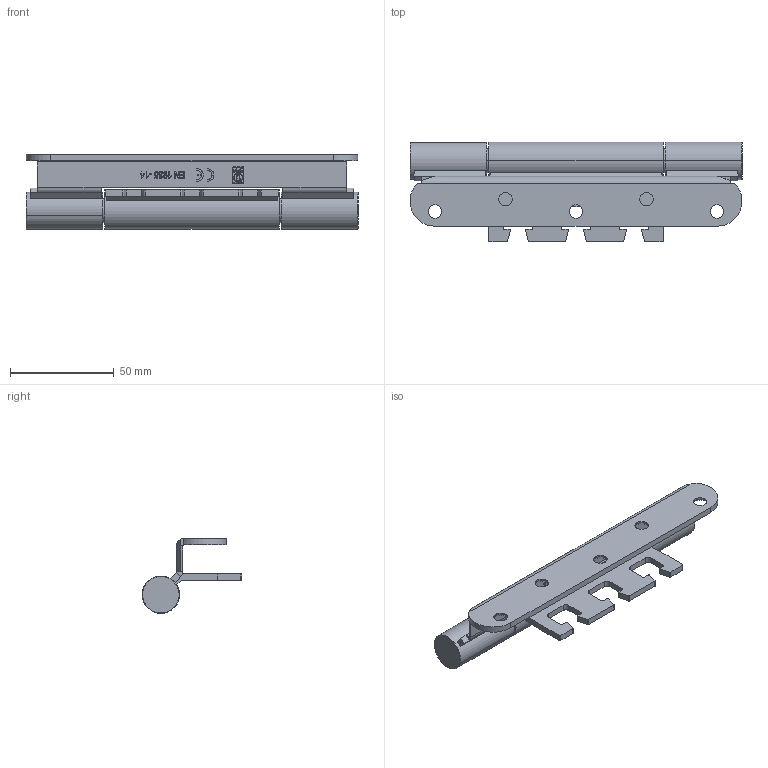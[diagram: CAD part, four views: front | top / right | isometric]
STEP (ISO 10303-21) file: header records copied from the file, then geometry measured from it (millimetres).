
FILE_DESCRIPTION (( 'STEP AP203' ), '1' );
FILE_NAME ('OBX-18-1531-160-LG_D042-14311.STEP', '2022-05-04T08:23:09', ( '' ), ( '' ), 'SwSTEP 2.0', 'SolidWorks 2020', '' );
FILE_SCHEMA (( 'CONFIG_CONTROL_DESIGN' ));
Length unit declared in the file: millimetre
Products named in the file (8): D044-14308; D046-14312; D044-14309; D043-14310; OBX-18-1531-160-LG_D042-14311; B01572; D043-14313; DIN5401-III
Assembly tree (11 placements, depth 2):
  OBX-18-1531-160-LG_D042-14311
    D044-14309
    D043-14310
    DIN5401-III  x2
    B01572  x2
    D044-14308  x2
    D046-14312  x2
    D043-14313
Bounding box: 160 x 48 x 36 mm (x, y, z)
Volume: 63047 mm3; surface area: 34889 mm2
Topology: 11 solids, 11 shells, 470 faces, 1185 edges, 774 vertices
Faces by surface type: plane 233, cylinder 140, bspline 51, cone 30, sphere 12, torus 4
Entity records: 16419 total; most frequent: CARTESIAN_POINT 5274, ORIENTED_EDGE 2160, DIRECTION 2017, EDGE_CURVE 1080, VERTEX_POINT 706, VECTOR 695, LINE 695, AXIS2_PLACEMENT_3D 661
